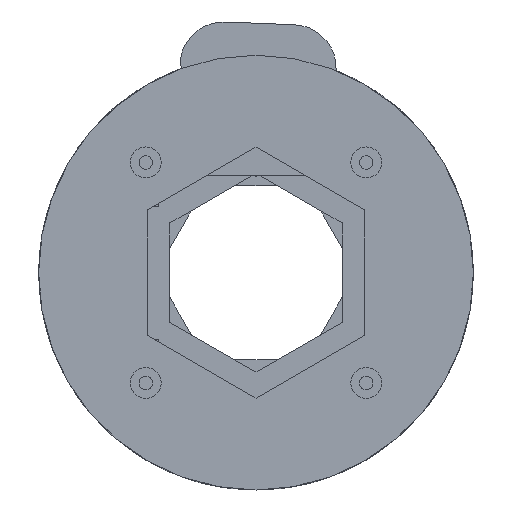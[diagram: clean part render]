
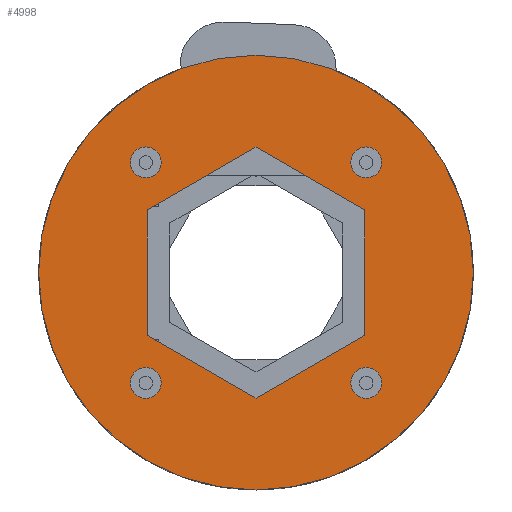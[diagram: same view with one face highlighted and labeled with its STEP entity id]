
A CAD part, front view. The second image highlights one B-rep face of the part: STEP entity #4998.
In plain terms, the highlighted face is planar.
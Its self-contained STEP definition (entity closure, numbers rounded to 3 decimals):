
#10 = VERTEX_POINT ( 'NONE', #5070 ) ;
#165 = EDGE_CURVE ( 'NONE', #570, #3611, #1596, .T. ) ;
#167 = AXIS2_PLACEMENT_3D ( 'NONE', #3603, #1307, #3157 ) ;
#233 = CARTESIAN_POINT ( 'NONE',  ( 25.355, 5., 28.905 ) ) ;
#261 = DIRECTION ( 'NONE',  ( 0., 0., 1. ) ) ;
#301 = EDGE_CURVE ( 'NONE', #3611, #570, #373, .T. ) ;
#343 = ORIENTED_EDGE ( 'NONE', *, *, #2160, .F. ) ;
#363 = CARTESIAN_POINT ( 'NONE',  ( 25.355, 5., -28.905 ) ) ;
#373 = CIRCLE ( 'NONE', #3342, 3.55 ) ;
#375 = AXIS2_PLACEMENT_3D ( 'NONE', #4214, #486, #5124 ) ;
#394 = DIRECTION ( 'NONE',  ( 0., 0., 1. ) ) ;
#468 = LINE ( 'NONE', #1272, #4216 ) ;
#479 = CARTESIAN_POINT ( 'NONE',  ( -25.355, 5., 25.355 ) ) ;
#486 = DIRECTION ( 'NONE',  ( 0., 1., 0. ) ) ;
#570 = VERTEX_POINT ( 'NONE', #5352 ) ;
#643 = CARTESIAN_POINT ( 'NONE',  ( 25., 5., 14.434 ) ) ;
#680 = CARTESIAN_POINT ( 'NONE',  ( 0., 5., 50. ) ) ;
#697 = CARTESIAN_POINT ( 'NONE',  ( -25.355, 5., 25.355 ) ) ;
#702 = CARTESIAN_POINT ( 'NONE',  ( 0., 5., -50. ) ) ;
#722 = AXIS2_PLACEMENT_3D ( 'NONE', #5820, #852, #1683 ) ;
#781 = CARTESIAN_POINT ( 'NONE',  ( -25.355, 5., -28.905 ) ) ;
#790 = PLANE ( 'NONE',  #375 ) ;
#852 = DIRECTION ( 'NONE',  ( 0., -1., 0. ) ) ;
#883 = CARTESIAN_POINT ( 'NONE',  ( -25.355, 5., -21.805 ) ) ;
#896 = FACE_BOUND ( 'NONE', #1050, .T. ) ;
#1003 = EDGE_CURVE ( 'NONE', #1530, #5852, #3421, .T. ) ;
#1042 = VERTEX_POINT ( 'NONE', #702 ) ;
#1050 = EDGE_LOOP ( 'NONE', ( #3460, #3302 ) ) ;
#1059 = EDGE_CURVE ( 'NONE', #10, #1482, #4788, .T. ) ;
#1062 = DIRECTION ( 'NONE',  ( -0.866, 0., 0.5 ) ) ;
#1151 = ORIENTED_EDGE ( 'NONE', *, *, #1831, .F. ) ;
#1201 = DIRECTION ( 'NONE',  ( 0.866, 0., 0.5 ) ) ;
#1212 = AXIS2_PLACEMENT_3D ( 'NONE', #2339, #1440, #3284 ) ;
#1216 = DIRECTION ( 'NONE',  ( 0., 1., 0. ) ) ;
#1236 = FACE_BOUND ( 'NONE', #5786, .T. ) ;
#1272 = CARTESIAN_POINT ( 'NONE',  ( 25., 5., -14.434 ) ) ;
#1307 = DIRECTION ( 'NONE',  ( 0., 1., 0. ) ) ;
#1362 = EDGE_CURVE ( 'NONE', #1430, #4157, #5167, .T. ) ;
#1430 = VERTEX_POINT ( 'NONE', #363 ) ;
#1440 = DIRECTION ( 'NONE',  ( 0., -1., 0. ) ) ;
#1457 = LINE ( 'NONE', #4276, #5284 ) ;
#1482 = VERTEX_POINT ( 'NONE', #233 ) ;
#1530 = VERTEX_POINT ( 'NONE', #781 ) ;
#1533 = DIRECTION ( 'NONE',  ( 0., 0., 1. ) ) ;
#1559 = DIRECTION ( 'NONE',  ( 0., 1., 0. ) ) ;
#1579 = ORIENTED_EDGE ( 'NONE', *, *, #4764, .F. ) ;
#1596 = CIRCLE ( 'NONE', #5372, 3.55 ) ;
#1610 = ORIENTED_EDGE ( 'NONE', *, *, #2015, .T. ) ;
#1663 = EDGE_CURVE ( 'NONE', #3332, #1042, #2954, .T. ) ;
#1683 = DIRECTION ( 'NONE',  ( 0., 0., 1. ) ) ;
#1705 = CARTESIAN_POINT ( 'NONE',  ( -25., 5., -14.434 ) ) ;
#1711 = DIRECTION ( 'NONE',  ( 0., -1., 0. ) ) ;
#1719 = ORIENTED_EDGE ( 'NONE', *, *, #5906, .F. ) ;
#1751 = DIRECTION ( 'NONE',  ( 0.866, 0., -0.5 ) ) ;
#1793 = AXIS2_PLACEMENT_3D ( 'NONE', #4785, #3816, #2939 ) ;
#1831 = EDGE_CURVE ( 'NONE', #5852, #1530, #3331, .T. ) ;
#1889 = VECTOR ( 'NONE', #1062, 1000. ) ;
#1895 = CARTESIAN_POINT ( 'NONE',  ( -25.355, 5., 21.805 ) ) ;
#1943 = CARTESIAN_POINT ( 'NONE',  ( -25., 5., 14.434 ) ) ;
#1945 = ORIENTED_EDGE ( 'NONE', *, *, #1059, .F. ) ;
#1977 = AXIS2_PLACEMENT_3D ( 'NONE', #5311, #1559, #4805 ) ;
#1985 = CIRCLE ( 'NONE', #2856, 50. ) ;
#2004 = ORIENTED_EDGE ( 'NONE', *, *, #4068, .F. ) ;
#2015 = EDGE_CURVE ( 'NONE', #1042, #3332, #1985, .T. ) ;
#2061 = VERTEX_POINT ( 'NONE', #5439 ) ;
#2079 = CIRCLE ( 'NONE', #3434, 3.55 ) ;
#2081 = CARTESIAN_POINT ( 'NONE',  ( 25., 5., -14.434 ) ) ;
#2160 = EDGE_CURVE ( 'NONE', #5532, #3952, #4660, .T. ) ;
#2239 = CARTESIAN_POINT ( 'NONE',  ( 0., 5., -28.868 ) ) ;
#2339 = CARTESIAN_POINT ( 'NONE',  ( 25.355, 5., -25.355 ) ) ;
#2457 = ORIENTED_EDGE ( 'NONE', *, *, #1003, .F. ) ;
#2734 = FACE_OUTER_BOUND ( 'NONE', #3554, .T. ) ;
#2757 = DIRECTION ( 'NONE',  ( 0., 1., 0. ) ) ;
#2823 = FACE_BOUND ( 'NONE', #4103, .T. ) ;
#2846 = EDGE_LOOP ( 'NONE', ( #5058, #3792 ) ) ;
#2847 = DIRECTION ( 'NONE',  ( 0., 0., -1. ) ) ;
#2856 = AXIS2_PLACEMENT_3D ( 'NONE', #4389, #1216, #261 ) ;
#2916 = ORIENTED_EDGE ( 'NONE', *, *, #4875, .F. ) ;
#2929 = DIRECTION ( 'NONE',  ( 0., 0., 1. ) ) ;
#2939 = DIRECTION ( 'NONE',  ( 0., 0., 1. ) ) ;
#2954 = CIRCLE ( 'NONE', #167, 50. ) ;
#3017 = CARTESIAN_POINT ( 'NONE',  ( -25., 5., 14.434 ) ) ;
#3080 = FACE_BOUND ( 'NONE', #4645, .T. ) ;
#3157 = DIRECTION ( 'NONE',  ( 0., 0., 1. ) ) ;
#3181 = CARTESIAN_POINT ( 'NONE',  ( 25.355, 5., 25.355 ) ) ;
#3229 = EDGE_CURVE ( 'NONE', #3952, #5154, #5289, .T. ) ;
#3284 = DIRECTION ( 'NONE',  ( 0., 0., 1. ) ) ;
#3302 = ORIENTED_EDGE ( 'NONE', *, *, #165, .T. ) ;
#3331 = CIRCLE ( 'NONE', #1793, 3.55 ) ;
#3332 = VERTEX_POINT ( 'NONE', #680 ) ;
#3342 = AXIS2_PLACEMENT_3D ( 'NONE', #479, #1711, #3558 ) ;
#3395 = DIRECTION ( 'NONE',  ( 0., 0., 1. ) ) ;
#3421 = CIRCLE ( 'NONE', #4981, 3.55 ) ;
#3434 = AXIS2_PLACEMENT_3D ( 'NONE', #3181, #2757, #394 ) ;
#3460 = ORIENTED_EDGE ( 'NONE', *, *, #301, .T. ) ;
#3474 = EDGE_CURVE ( 'NONE', #4157, #1430, #4182, .T. ) ;
#3554 = EDGE_LOOP ( 'NONE', ( #1610, #5403 ) ) ;
#3558 = DIRECTION ( 'NONE',  ( 0., 0., 1. ) ) ;
#3603 = CARTESIAN_POINT ( 'NONE',  ( 0., 5., 0. ) ) ;
#3611 = VERTEX_POINT ( 'NONE', #1895 ) ;
#3625 = DIRECTION ( 'NONE',  ( -0.866, 0., -0.5 ) ) ;
#3712 = VECTOR ( 'NONE', #2929, 1000. ) ;
#3792 = ORIENTED_EDGE ( 'NONE', *, *, #3474, .T. ) ;
#3816 = DIRECTION ( 'NONE',  ( 0., 1., 0. ) ) ;
#3952 = VERTEX_POINT ( 'NONE', #1705 ) ;
#3989 = LINE ( 'NONE', #5824, #5564 ) ;
#4068 = EDGE_CURVE ( 'NONE', #4850, #5791, #1457, .T. ) ;
#4103 = EDGE_LOOP ( 'NONE', ( #1945, #5405 ) ) ;
#4120 = VECTOR ( 'NONE', #1201, 1000. ) ;
#4153 = CARTESIAN_POINT ( 'NONE',  ( 25.355, 5., -21.805 ) ) ;
#4157 = VERTEX_POINT ( 'NONE', #4153 ) ;
#4182 = CIRCLE ( 'NONE', #722, 3.55 ) ;
#4214 = CARTESIAN_POINT ( 'NONE',  ( 0., 5., 0. ) ) ;
#4216 = VECTOR ( 'NONE', #3625, 1000. ) ;
#4276 = CARTESIAN_POINT ( 'NONE',  ( 25., 5., 14.434 ) ) ;
#4389 = CARTESIAN_POINT ( 'NONE',  ( 0., 5., 0. ) ) ;
#4645 = EDGE_LOOP ( 'NONE', ( #1719, #2004, #1579, #2916, #5912, #343 ) ) ;
#4660 = LINE ( 'NONE', #4747, #1889 ) ;
#4747 = CARTESIAN_POINT ( 'NONE',  ( 0., 5., -28.868 ) ) ;
#4764 = EDGE_CURVE ( 'NONE', #2061, #4850, #3989, .T. ) ;
#4785 = CARTESIAN_POINT ( 'NONE',  ( -25.355, 5., -25.355 ) ) ;
#4788 = CIRCLE ( 'NONE', #1977, 3.55 ) ;
#4805 = DIRECTION ( 'NONE',  ( 0., 0., 1. ) ) ;
#4850 = VERTEX_POINT ( 'NONE', #643 ) ;
#4875 = EDGE_CURVE ( 'NONE', #5154, #2061, #5340, .T. ) ;
#4897 = CARTESIAN_POINT ( 'NONE',  ( -25.355, 5., -25.355 ) ) ;
#4981 = AXIS2_PLACEMENT_3D ( 'NONE', #4897, #5675, #1533 ) ;
#4998 = ADVANCED_FACE ( 'NONE', ( #3080, #2823, #5512, #2734, #1236, #896 ), #790, .T. ) ;
#5058 = ORIENTED_EDGE ( 'NONE', *, *, #1362, .T. ) ;
#5070 = CARTESIAN_POINT ( 'NONE',  ( 25.355, 5., 21.805 ) ) ;
#5124 = DIRECTION ( 'NONE',  ( 0., 0., 1. ) ) ;
#5154 = VERTEX_POINT ( 'NONE', #1943 ) ;
#5167 = CIRCLE ( 'NONE', #1212, 3.55 ) ;
#5227 = CARTESIAN_POINT ( 'NONE',  ( -25., 5., -14.434 ) ) ;
#5276 = DIRECTION ( 'NONE',  ( 0., -1., 0. ) ) ;
#5284 = VECTOR ( 'NONE', #2847, 1000. ) ;
#5289 = LINE ( 'NONE', #5227, #3712 ) ;
#5311 = CARTESIAN_POINT ( 'NONE',  ( 25.355, 5., 25.355 ) ) ;
#5340 = LINE ( 'NONE', #3017, #4120 ) ;
#5352 = CARTESIAN_POINT ( 'NONE',  ( -25.355, 5., 28.905 ) ) ;
#5372 = AXIS2_PLACEMENT_3D ( 'NONE', #697, #5276, #3395 ) ;
#5403 = ORIENTED_EDGE ( 'NONE', *, *, #1663, .T. ) ;
#5405 = ORIENTED_EDGE ( 'NONE', *, *, #5428, .F. ) ;
#5428 = EDGE_CURVE ( 'NONE', #1482, #10, #2079, .T. ) ;
#5439 = CARTESIAN_POINT ( 'NONE',  ( 0., 5., 28.868 ) ) ;
#5512 = FACE_BOUND ( 'NONE', #2846, .T. ) ;
#5532 = VERTEX_POINT ( 'NONE', #2239 ) ;
#5564 = VECTOR ( 'NONE', #1751, 1000. ) ;
#5675 = DIRECTION ( 'NONE',  ( 0., 1., 0. ) ) ;
#5786 = EDGE_LOOP ( 'NONE', ( #2457, #1151 ) ) ;
#5791 = VERTEX_POINT ( 'NONE', #2081 ) ;
#5820 = CARTESIAN_POINT ( 'NONE',  ( 25.355, 5., -25.355 ) ) ;
#5824 = CARTESIAN_POINT ( 'NONE',  ( 0., 5., 28.868 ) ) ;
#5852 = VERTEX_POINT ( 'NONE', #883 ) ;
#5906 = EDGE_CURVE ( 'NONE', #5791, #5532, #468, .T. ) ;
#5912 = ORIENTED_EDGE ( 'NONE', *, *, #3229, .F. ) ;
